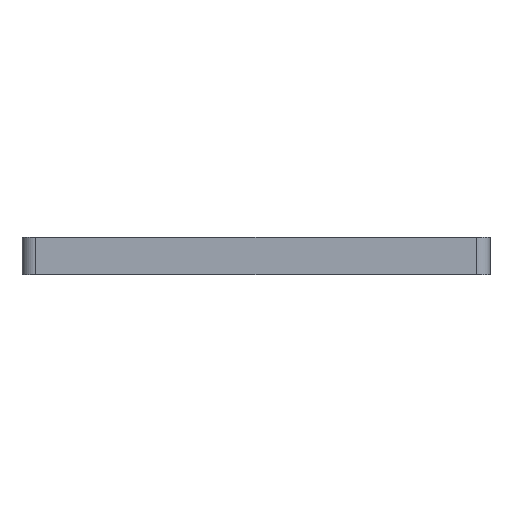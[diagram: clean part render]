
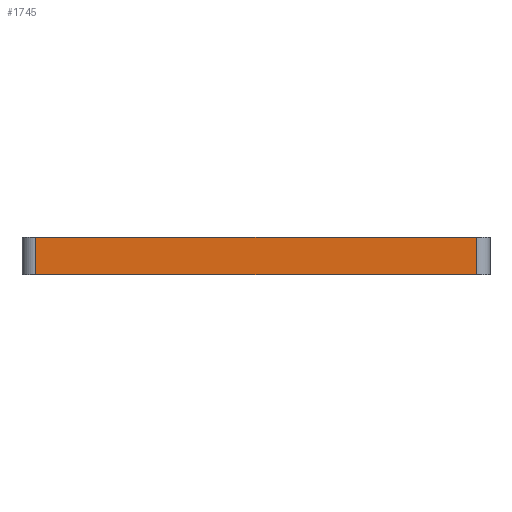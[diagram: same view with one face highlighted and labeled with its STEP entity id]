
A CAD part, left-side view. The second image highlights one B-rep face of the part: STEP entity #1745.
In plain terms, the highlighted planar face has unit normal (-1, 0, 0).
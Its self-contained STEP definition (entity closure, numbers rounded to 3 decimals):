
#43 = CARTESIAN_POINT ( 'NONE',  ( 0., 196., 16. ) ) ;
#317 = EDGE_CURVE ( 'NONE', #383, #840, #3345, .T. ) ;
#383 = VERTEX_POINT ( 'NONE', #1399 ) ;
#393 = CARTESIAN_POINT ( 'NONE',  ( 0., 0., 16. ) ) ;
#429 = PLANE ( 'NONE',  #3208 ) ;
#523 = LINE ( 'NONE', #1869, #3009 ) ;
#616 = CARTESIAN_POINT ( 'NONE',  ( 0., 0., 16. ) ) ;
#840 = VERTEX_POINT ( 'NONE', #1842 ) ;
#853 = VECTOR ( 'NONE', #3040, 1000. ) ;
#867 = LINE ( 'NONE', #43, #1542 ) ;
#1066 = EDGE_CURVE ( 'NONE', #2548, #383, #867, .T. ) ;
#1219 = DIRECTION ( 'NONE',  ( 0., 0., -1. ) ) ;
#1399 = CARTESIAN_POINT ( 'NONE',  ( 0., 196., 0. ) ) ;
#1542 = VECTOR ( 'NONE', #3002, 1000. ) ;
#1552 = ORIENTED_EDGE ( 'NONE', *, *, #2102, .F. ) ;
#1692 = LINE ( 'NONE', #616, #3310 ) ;
#1745 = ADVANCED_FACE ( 'NONE', ( #2890 ), #429, .F. ) ;
#1842 = CARTESIAN_POINT ( 'NONE',  ( 0., 6., 0. ) ) ;
#1869 = CARTESIAN_POINT ( 'NONE',  ( 0., 6., 16. ) ) ;
#2071 = VERTEX_POINT ( 'NONE', #3362 ) ;
#2102 = EDGE_CURVE ( 'NONE', #2548, #2071, #1692, .T. ) ;
#2139 = DIRECTION ( 'NONE',  ( 0., 0., 1. ) ) ;
#2436 = EDGE_CURVE ( 'NONE', #840, #2071, #523, .T. ) ;
#2548 = VERTEX_POINT ( 'NONE', #3267 ) ;
#2590 = DIRECTION ( 'NONE',  ( 1., 0., 0. ) ) ;
#2771 = EDGE_LOOP ( 'NONE', ( #3495, #3058, #1552, #3360 ) ) ;
#2890 = FACE_OUTER_BOUND ( 'NONE', #2771, .T. ) ;
#3002 = DIRECTION ( 'NONE',  ( 0., 0., -1. ) ) ;
#3009 = VECTOR ( 'NONE', #2139, 1000. ) ;
#3040 = DIRECTION ( 'NONE',  ( 0., -1., 0. ) ) ;
#3055 = DIRECTION ( 'NONE',  ( 0., -1., 0. ) ) ;
#3058 = ORIENTED_EDGE ( 'NONE', *, *, #2436, .T. ) ;
#3208 = AXIS2_PLACEMENT_3D ( 'NONE', #393, #2590, #1219 ) ;
#3267 = CARTESIAN_POINT ( 'NONE',  ( 0., 196., 16. ) ) ;
#3307 = CARTESIAN_POINT ( 'NONE',  ( 0., 0., 0. ) ) ;
#3310 = VECTOR ( 'NONE', #3055, 1000. ) ;
#3345 = LINE ( 'NONE', #3307, #853 ) ;
#3360 = ORIENTED_EDGE ( 'NONE', *, *, #1066, .T. ) ;
#3362 = CARTESIAN_POINT ( 'NONE',  ( 0., 6., 16. ) ) ;
#3495 = ORIENTED_EDGE ( 'NONE', *, *, #317, .T. ) ;
